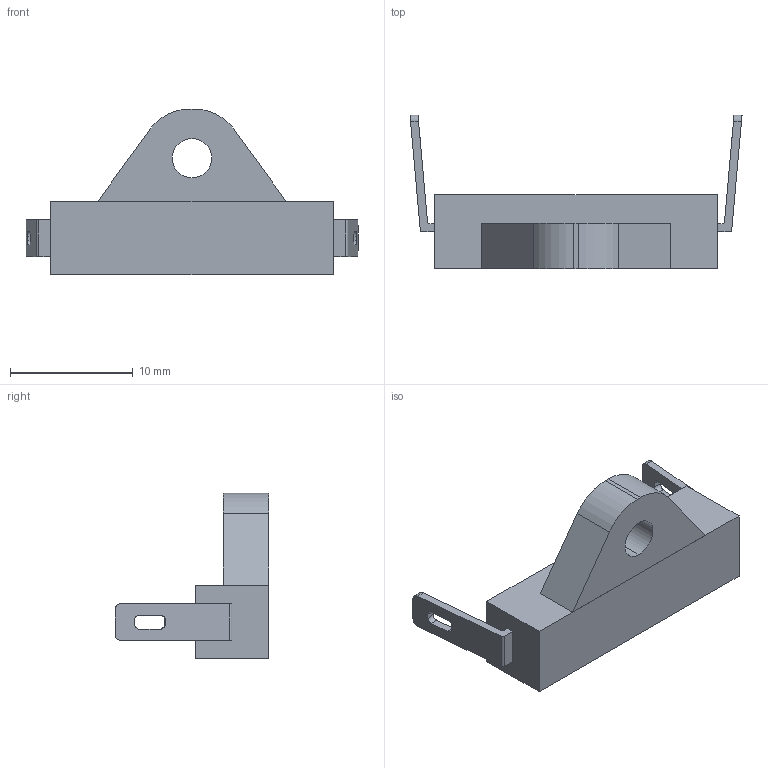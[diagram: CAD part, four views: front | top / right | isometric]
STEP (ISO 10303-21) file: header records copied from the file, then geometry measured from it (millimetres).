
FILE_DESCRIPTION (( 'STEP AP214' ), '1' );
FILE_NAME ('Default.STEP', '2018-06-08T17:11:32', ( '' ), ( '' ), 'SwSTEP 2.0', 'SolidWorks 2014', '' );
FILE_SCHEMA (( 'AUTOMOTIVE_DESIGN' ));
Length unit declared in the file: millimetre
Products named in the file (1): Default
Bounding box: 27 x 12.5 x 13.5 mm (x, y, z)
Volume: 1092.3 mm3; surface area: 1077.8 mm2
Topology: 2 solids, 2 shells, 111 faces, 303 edges, 202 vertices
Faces by surface type: plane 89, cylinder 22
Entity records: 4155 total; most frequent: CARTESIAN_POINT 641, ORIENTED_EDGE 606, DIRECTION 555, EDGE_CURVE 303, VECTOR 259, LINE 259, VERTEX_POINT 202, AXIS2_PLACEMENT_3D 148
